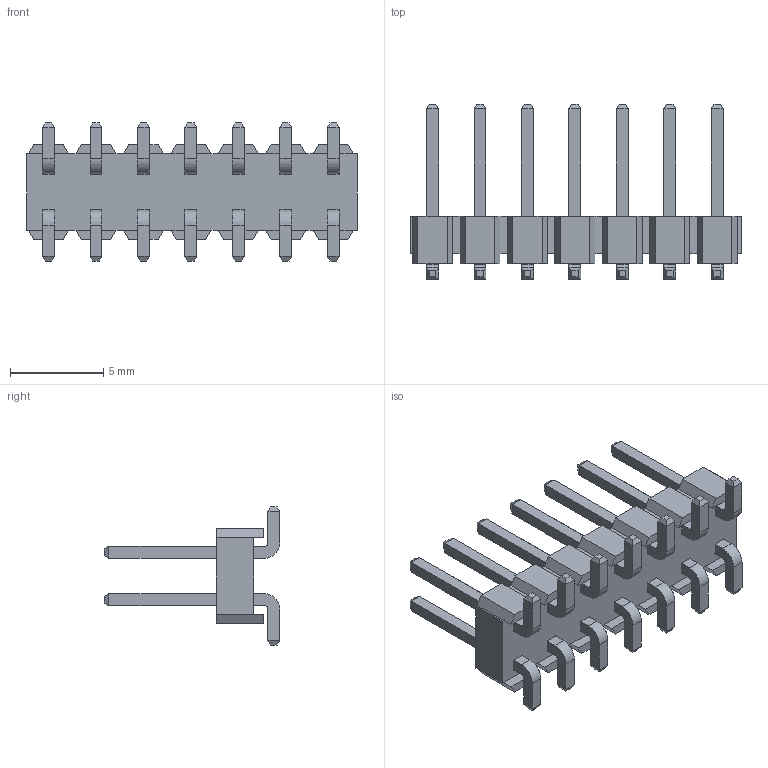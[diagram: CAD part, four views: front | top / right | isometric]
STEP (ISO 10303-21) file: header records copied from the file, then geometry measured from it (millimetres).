
FILE_DESCRIPTION (( 'STEP AP203' ), '1' );
FILE_NAME ('CH8114xM100-00-NH.STEP', '2018-08-09T07:12:56', ( '' ), ( '' ), 'SwSTEP 2.0', 'SolidWorks 2017', '' );
FILE_SCHEMA (( 'CONFIG_CONTROL_DESIGN' ));
Length unit declared in the file: millimetre
Products named in the file (3): CH81 BASE xx_14; CH8114xM100-00-NH; CH84-M00
Assembly tree (15 placements, depth 2):
  CH8114xM100-00-NH
    CH81 BASE xx_14
    CH84-M00  x14
Bounding box: 17.72 x 9.4 x 7.4 mm (x, y, z)
Volume: 229.7 mm3; surface area: 777.2 mm2
Topology: 15 solids, 15 shells, 398 faces, 964 edges, 596 vertices
Faces by surface type: plane 370, cylinder 28
Entity records: 5781 total; most frequent: CARTESIAN_POINT 910, ORIENTED_EDGE 888, DIRECTION 812, EDGE_CURVE 444, VECTOR 440, LINE 440, VERTEX_POINT 284, EDGE_LOOP 192
